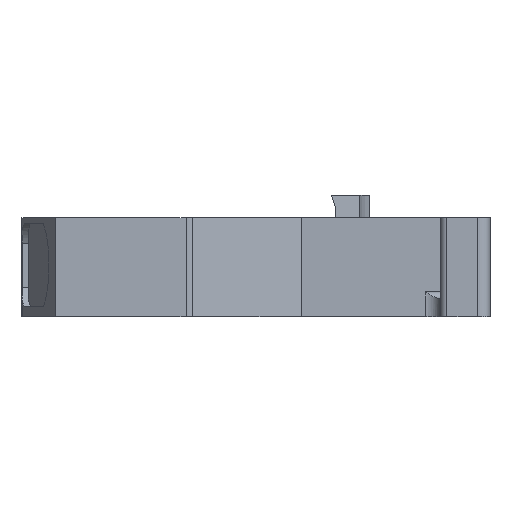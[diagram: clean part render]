
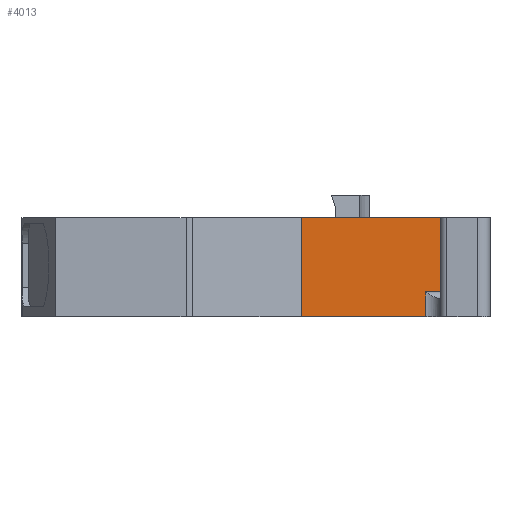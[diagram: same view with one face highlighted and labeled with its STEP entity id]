
A CAD part, left-side view. The second image highlights one B-rep face of the part: STEP entity #4013.
In plain terms, the highlighted planar face has unit normal (-1, 0, 0).
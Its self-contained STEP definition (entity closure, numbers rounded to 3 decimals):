
#748 = VECTOR ( 'NONE', #1331, 1000. ) ;
#755 = VERTEX_POINT ( 'NONE', #1085 ) ;
#763 = LINE ( 'NONE', #1321, #748 ) ;
#797 = EDGE_CURVE ( 'NONE', #5280, #5155, #763, .T. ) ;
#962 = CARTESIAN_POINT ( 'NONE',  ( -17.672, -4.882, 0. ) ) ;
#1085 = CARTESIAN_POINT ( 'NONE',  ( -17.672, -4.882, -8. ) ) ;
#1227 = VECTOR ( 'NONE', #6735, 1000. ) ;
#1321 = CARTESIAN_POINT ( 'NONE',  ( -17.672, -14.923, -7. ) ) ;
#1331 = DIRECTION ( 'NONE',  ( 0., 0., 1. ) ) ;
#1545 = VERTEX_POINT ( 'NONE', #6620 ) ;
#1851 = LINE ( 'NONE', #6069, #4764 ) ;
#2130 = FACE_OUTER_BOUND ( 'NONE', #4767, .T. ) ;
#2329 = ORIENTED_EDGE ( 'NONE', *, *, #5032, .T. ) ;
#2360 = ORIENTED_EDGE ( 'NONE', *, *, #4993, .F. ) ;
#2597 = ORIENTED_EDGE ( 'NONE', *, *, #4943, .F. ) ;
#2646 = LINE ( 'NONE', #6702, #1227 ) ;
#2656 = ORIENTED_EDGE ( 'NONE', *, *, #4839, .T. ) ;
#2932 = ORIENTED_EDGE ( 'NONE', *, *, #3878, .T. ) ;
#3165 = ORIENTED_EDGE ( 'NONE', *, *, #797, .T. ) ;
#3878 = EDGE_CURVE ( 'NONE', #5155, #1545, #2646, .T. ) ;
#3904 = VECTOR ( 'NONE', #5604, 1000. ) ;
#4013 = ADVANCED_FACE ( 'NONE', ( #2130 ), #5936, .T. ) ;
#4068 = LINE ( 'NONE', #5725, #5505 ) ;
#4237 = VECTOR ( 'NONE', #5821, 1000. ) ;
#4688 = CARTESIAN_POINT ( 'NONE',  ( -17.672, -14.923, -8. ) ) ;
#4764 = VECTOR ( 'NONE', #6063, 1000. ) ;
#4767 = EDGE_LOOP ( 'NONE', ( #3165, #2932, #2656, #2597, #2360, #2329 ) ) ;
#4839 = EDGE_CURVE ( 'NONE', #1545, #4913, #1851, .T. ) ;
#4913 = VERTEX_POINT ( 'NONE', #5890 ) ;
#4943 = EDGE_CURVE ( 'NONE', #6573, #4913, #5663, .T. ) ;
#4993 = EDGE_CURVE ( 'NONE', #755, #6573, #4068, .T. ) ;
#5032 = EDGE_CURVE ( 'NONE', #755, #5280, #5200, .T. ) ;
#5155 = VERTEX_POINT ( 'NONE', #5202 ) ;
#5200 = LINE ( 'NONE', #5589, #3904 ) ;
#5202 = CARTESIAN_POINT ( 'NONE',  ( -17.672, -14.923, -6. ) ) ;
#5280 = VERTEX_POINT ( 'NONE', #4688 ) ;
#5505 = VECTOR ( 'NONE', #5702, 1000. ) ;
#5589 = CARTESIAN_POINT ( 'NONE',  ( -17.672, -18.823, -8. ) ) ;
#5604 = DIRECTION ( 'NONE',  ( 0., -1., 0. ) ) ;
#5663 = LINE ( 'NONE', #5839, #4237 ) ;
#5702 = DIRECTION ( 'NONE',  ( 0., 0., 1. ) ) ;
#5725 = CARTESIAN_POINT ( 'NONE',  ( -17.672, -4.882, -8. ) ) ;
#5821 = DIRECTION ( 'NONE',  ( 0., -1., 0. ) ) ;
#5839 = CARTESIAN_POINT ( 'NONE',  ( -17.672, -18.823, 0. ) ) ;
#5861 = AXIS2_PLACEMENT_3D ( 'NONE', #6226, #5907, #5902 ) ;
#5890 = CARTESIAN_POINT ( 'NONE',  ( -17.672, -18.575, 0. ) ) ;
#5902 = DIRECTION ( 'NONE',  ( 0., 0., 1. ) ) ;
#5907 = DIRECTION ( 'NONE',  ( -1., 0., 0. ) ) ;
#5936 = PLANE ( 'NONE',  #5861 ) ;
#6063 = DIRECTION ( 'NONE',  ( 0., 0., 1. ) ) ;
#6069 = CARTESIAN_POINT ( 'NONE',  ( -17.672, -18.575, -7.838 ) ) ;
#6226 = CARTESIAN_POINT ( 'NONE',  ( -17.672, -18.823, -8. ) ) ;
#6573 = VERTEX_POINT ( 'NONE', #962 ) ;
#6620 = CARTESIAN_POINT ( 'NONE',  ( -17.672, -18.575, -6. ) ) ;
#6702 = CARTESIAN_POINT ( 'NONE',  ( -17.672, -18.575, -6. ) ) ;
#6735 = DIRECTION ( 'NONE',  ( 0., -1., 0. ) ) ;
